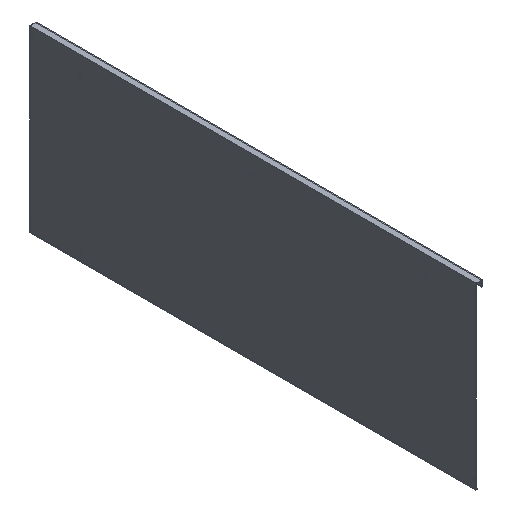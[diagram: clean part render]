
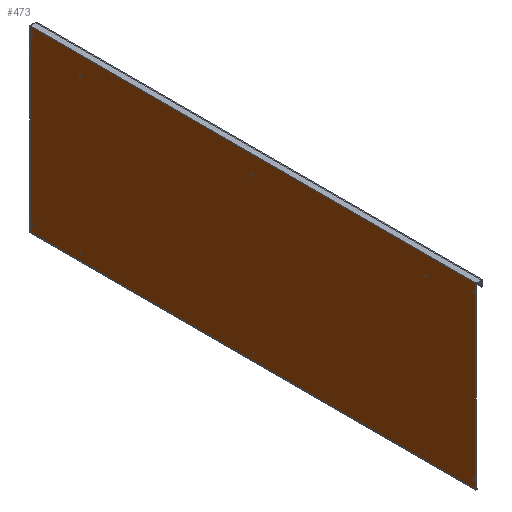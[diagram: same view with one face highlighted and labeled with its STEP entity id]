
A CAD part, isometric view. The second image highlights one B-rep face of the part: STEP entity #473.
In plain terms, the highlighted planar face has unit normal (-1, 0, 0).
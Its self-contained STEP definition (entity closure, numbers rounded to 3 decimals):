
#18 = CARTESIAN_POINT ( 'NONE',  ( 0., 1000., -802.5 ) ) ;
#28 = VERTEX_POINT ( 'NONE', #970 ) ;
#38 = CIRCLE ( 'NONE', #299, 3.25 ) ;
#48 = DIRECTION ( 'NONE',  ( 1., 0., 0. ) ) ;
#68 = ORIENTED_EDGE ( 'NONE', *, *, #474, .F. ) ;
#76 = ORIENTED_EDGE ( 'NONE', *, *, #1059, .T. ) ;
#94 = CARTESIAN_POINT ( 'NONE',  ( 0., 991., -767.5 ) ) ;
#100 = EDGE_LOOP ( 'NONE', ( #524, #204 ) ) ;
#102 = LINE ( 'NONE', #1174, #243 ) ;
#117 = CARTESIAN_POINT ( 'NONE',  ( 0., -991., -767.5 ) ) ;
#137 = EDGE_CURVE ( 'NONE', #952, #28, #38, .T. ) ;
#175 = DIRECTION ( 'NONE',  ( 1., 0., 0. ) ) ;
#185 = CARTESIAN_POINT ( 'NONE',  ( 0., -1000., -802.5 ) ) ;
#203 = DIRECTION ( 'NONE',  ( 0., -1., 0. ) ) ;
#204 = ORIENTED_EDGE ( 'NONE', *, *, #1225, .T. ) ;
#205 = VERTEX_POINT ( 'NONE', #633 ) ;
#218 = DIRECTION ( 'NONE',  ( 0., 0., 1. ) ) ;
#232 = CIRCLE ( 'NONE', #1146, 3.25 ) ;
#243 = VECTOR ( 'NONE', #1431, 1000. ) ;
#244 = LINE ( 'NONE', #1409, #829 ) ;
#261 = DIRECTION ( 'NONE',  ( 0., 0., 1. ) ) ;
#271 = EDGE_CURVE ( 'NONE', #358, #386, #244, .T. ) ;
#275 = EDGE_LOOP ( 'NONE', ( #1008, #1177 ) ) ;
#294 = DIRECTION ( 'NONE',  ( 0., 0., 1. ) ) ;
#295 = VERTEX_POINT ( 'NONE', #552 ) ;
#296 = CARTESIAN_POINT ( 'NONE',  ( 0., -991., -35. ) ) ;
#299 = AXIS2_PLACEMENT_3D ( 'NONE', #117, #400, #261 ) ;
#305 = VECTOR ( 'NONE', #1202, 1000. ) ;
#311 = DIRECTION ( 'NONE',  ( 0., 0., 1. ) ) ;
#312 = VERTEX_POINT ( 'NONE', #1253 ) ;
#313 = CARTESIAN_POINT ( 'NONE',  ( 0., 991., -770.75 ) ) ;
#329 = EDGE_CURVE ( 'NONE', #618, #754, #544, .T. ) ;
#340 = EDGE_LOOP ( 'NONE', ( #68, #1055, #1167, #530 ) ) ;
#350 = EDGE_LOOP ( 'NONE', ( #76, #1095 ) ) ;
#358 = VERTEX_POINT ( 'NONE', #453 ) ;
#386 = VERTEX_POINT ( 'NONE', #1140 ) ;
#400 = DIRECTION ( 'NONE',  ( 1., 0., 0. ) ) ;
#420 = DIRECTION ( 'NONE',  ( 0., 0., 1. ) ) ;
#441 = FACE_BOUND ( 'NONE', #350, .T. ) ;
#453 = CARTESIAN_POINT ( 'NONE',  ( 0., 1000., 0. ) ) ;
#471 = CIRCLE ( 'NONE', #1039, 3.25 ) ;
#473 = ADVANCED_FACE ( 'NONE', ( #586, #441, #570, #977, #636 ), #542, .T. ) ;
#474 = EDGE_CURVE ( 'NONE', #966, #742, #792, .T. ) ;
#476 = AXIS2_PLACEMENT_3D ( 'NONE', #926, #48, #294 ) ;
#486 = DIRECTION ( 'NONE',  ( 0., 0., 1. ) ) ;
#501 = CIRCLE ( 'NONE', #972, 3.25 ) ;
#524 = ORIENTED_EDGE ( 'NONE', *, *, #691, .T. ) ;
#530 = ORIENTED_EDGE ( 'NONE', *, *, #1134, .T. ) ;
#541 = DIRECTION ( 'NONE',  ( 0., 0., 1. ) ) ;
#542 = PLANE ( 'NONE',  #744 ) ;
#544 = CIRCLE ( 'NONE', #476, 3.25 ) ;
#552 = CARTESIAN_POINT ( 'NONE',  ( 0., 991., -38.25 ) ) ;
#570 = FACE_BOUND ( 'NONE', #100, .T. ) ;
#586 = FACE_BOUND ( 'NONE', #275, .T. ) ;
#591 = AXIS2_PLACEMENT_3D ( 'NONE', #94, #870, #311 ) ;
#592 = CARTESIAN_POINT ( 'NONE',  ( 0., 991., -35. ) ) ;
#594 = CARTESIAN_POINT ( 'NONE',  ( 0., 991., -35. ) ) ;
#618 = VERTEX_POINT ( 'NONE', #1436 ) ;
#633 = CARTESIAN_POINT ( 'NONE',  ( 0., 991., -31.75 ) ) ;
#636 = FACE_OUTER_BOUND ( 'NONE', #340, .T. ) ;
#646 = DIRECTION ( 'NONE',  ( 1., 0., 0. ) ) ;
#691 = EDGE_CURVE ( 'NONE', #295, #205, #232, .T. ) ;
#716 = EDGE_CURVE ( 'NONE', #312, #819, #1009, .T. ) ;
#736 = DIRECTION ( 'NONE',  ( 1., 0., 0. ) ) ;
#742 = VERTEX_POINT ( 'NONE', #185 ) ;
#744 = AXIS2_PLACEMENT_3D ( 'NONE', #18, #1126, #1347 ) ;
#754 = VERTEX_POINT ( 'NONE', #313 ) ;
#771 = CARTESIAN_POINT ( 'NONE',  ( 0., -1000., -802.5 ) ) ;
#792 = LINE ( 'NONE', #771, #305 ) ;
#819 = VERTEX_POINT ( 'NONE', #1013 ) ;
#829 = VECTOR ( 'NONE', #1063, 1000. ) ;
#838 = EDGE_LOOP ( 'NONE', ( #982, #1236 ) ) ;
#862 = DIRECTION ( 'NONE',  ( 1., 0., 0. ) ) ;
#865 = CARTESIAN_POINT ( 'NONE',  ( 0., -991., -35. ) ) ;
#870 = DIRECTION ( 'NONE',  ( 1., 0., 0. ) ) ;
#887 = CARTESIAN_POINT ( 'NONE',  ( 0., -991., -767.5 ) ) ;
#908 = CIRCLE ( 'NONE', #591, 3.25 ) ;
#921 = CARTESIAN_POINT ( 'NONE',  ( 0., -991., -764.25 ) ) ;
#926 = CARTESIAN_POINT ( 'NONE',  ( 0., 991., -767.5 ) ) ;
#952 = VERTEX_POINT ( 'NONE', #921 ) ;
#966 = VERTEX_POINT ( 'NONE', #1050 ) ;
#970 = CARTESIAN_POINT ( 'NONE',  ( 0., -991., -770.75 ) ) ;
#972 = AXIS2_PLACEMENT_3D ( 'NONE', #887, #1204, #486 ) ;
#977 = FACE_BOUND ( 'NONE', #838, .T. ) ;
#982 = ORIENTED_EDGE ( 'NONE', *, *, #987, .T. ) ;
#987 = EDGE_CURVE ( 'NONE', #754, #618, #908, .T. ) ;
#1008 = ORIENTED_EDGE ( 'NONE', *, *, #716, .T. ) ;
#1009 = CIRCLE ( 'NONE', #1374, 3.25 ) ;
#1013 = CARTESIAN_POINT ( 'NONE',  ( 0., -991., -31.75 ) ) ;
#1039 = AXIS2_PLACEMENT_3D ( 'NONE', #594, #736, #541 ) ;
#1050 = CARTESIAN_POINT ( 'NONE',  ( 0., -1000., 0. ) ) ;
#1055 = ORIENTED_EDGE ( 'NONE', *, *, #1362, .F. ) ;
#1059 = EDGE_CURVE ( 'NONE', #28, #952, #501, .T. ) ;
#1063 = DIRECTION ( 'NONE',  ( 0., 0., -1. ) ) ;
#1089 = VECTOR ( 'NONE', #203, 1000. ) ;
#1095 = ORIENTED_EDGE ( 'NONE', *, *, #137, .T. ) ;
#1126 = DIRECTION ( 'NONE',  ( -1., 0., 0. ) ) ;
#1134 = EDGE_CURVE ( 'NONE', #386, #742, #102, .T. ) ;
#1140 = CARTESIAN_POINT ( 'NONE',  ( 0., 1000., -802.5 ) ) ;
#1143 = EDGE_CURVE ( 'NONE', #819, #312, #1367, .T. ) ;
#1146 = AXIS2_PLACEMENT_3D ( 'NONE', #592, #862, #218 ) ;
#1159 = LINE ( 'NONE', #1414, #1089 ) ;
#1167 = ORIENTED_EDGE ( 'NONE', *, *, #271, .T. ) ;
#1174 = CARTESIAN_POINT ( 'NONE',  ( 0., 1000., -802.5 ) ) ;
#1177 = ORIENTED_EDGE ( 'NONE', *, *, #1143, .T. ) ;
#1190 = DIRECTION ( 'NONE',  ( 0., 0., 1. ) ) ;
#1202 = DIRECTION ( 'NONE',  ( 0., 0., -1. ) ) ;
#1204 = DIRECTION ( 'NONE',  ( 1., 0., 0. ) ) ;
#1225 = EDGE_CURVE ( 'NONE', #205, #295, #471, .T. ) ;
#1230 = AXIS2_PLACEMENT_3D ( 'NONE', #296, #175, #1190 ) ;
#1236 = ORIENTED_EDGE ( 'NONE', *, *, #329, .T. ) ;
#1253 = CARTESIAN_POINT ( 'NONE',  ( 0., -991., -38.25 ) ) ;
#1347 = DIRECTION ( 'NONE',  ( 0., 0., 1. ) ) ;
#1362 = EDGE_CURVE ( 'NONE', #358, #966, #1159, .T. ) ;
#1367 = CIRCLE ( 'NONE', #1230, 3.25 ) ;
#1374 = AXIS2_PLACEMENT_3D ( 'NONE', #865, #646, #420 ) ;
#1409 = CARTESIAN_POINT ( 'NONE',  ( 0., 1000., -802.5 ) ) ;
#1414 = CARTESIAN_POINT ( 'NONE',  ( 0., 1000., 0. ) ) ;
#1431 = DIRECTION ( 'NONE',  ( 0., -1., 0. ) ) ;
#1436 = CARTESIAN_POINT ( 'NONE',  ( 0., 991., -764.25 ) ) ;
